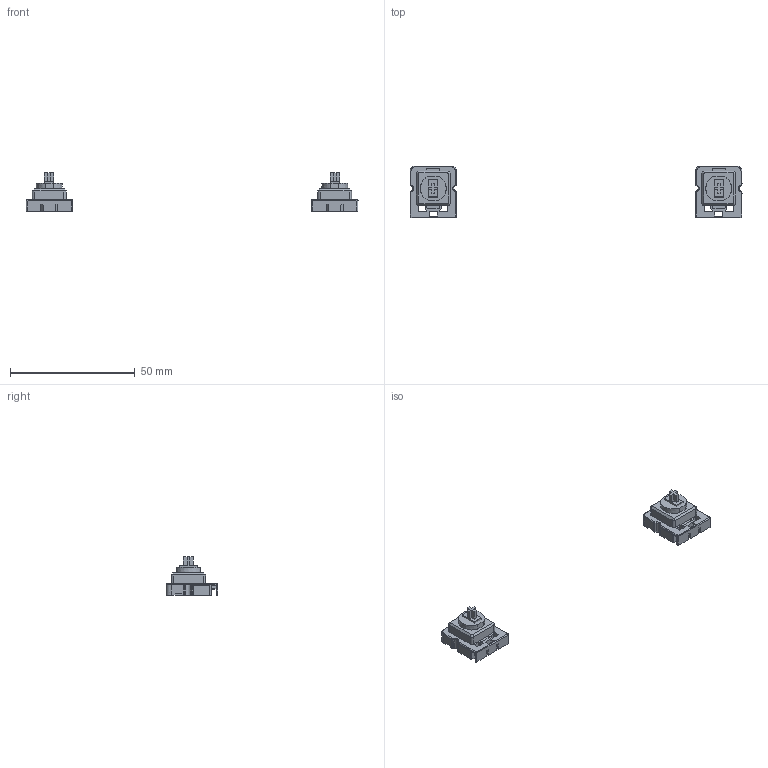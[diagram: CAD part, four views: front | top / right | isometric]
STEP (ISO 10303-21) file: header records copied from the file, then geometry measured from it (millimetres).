
FILE_DESCRIPTION(/* description */ (''),/* implementation_level */ '2;1');
FILE_NAME(/* name */ 'Topre_OEM_Spacebar_7U.step',/* time_stamp */ '2023-01-01T20:25:01+01:00',/* author */ (''),/* organization */ (''),/* preprocessor_version */ 'ST-DEVELOPER v19.2',/* originating_system */ 'Autodesk Translation Framework v11.17.0.187',/* authorisation */ '');
FILE_SCHEMA (('AUTOMOTIVE_DESIGN { 1 0 10303 214 3 1 1 }'));
Length unit declared in the file: millimetre
Products named in the file (3): Topre_OEM_Spacebar_7U; SB Housing KLC; SB Stem KLC
Assembly tree (4 placements, depth 2):
  Topre_OEM_Spacebar_7U
    SB Housing KLC  x2
    SB Stem KLC  x2
Bounding box: 132.9 x 20.8 x 15.55 mm (x, y, z)
Volume: 4784 mm3; surface area: 4781.2 mm2
Topology: 4 solids, 4 shells, 528 faces, 1498 edges, 968 vertices
Faces by surface type: plane 318, cylinder 148, cone 28, bspline 22, torus 8, sphere 4
Entity records: 9570 total; most frequent: CARTESIAN_POINT 2569, ORIENTED_EDGE 1496, DIRECTION 1403, EDGE_CURVE 748, LINE 547, VECTOR 547, VERTEX_POINT 485, AXIS2_PLACEMENT_3D 428
